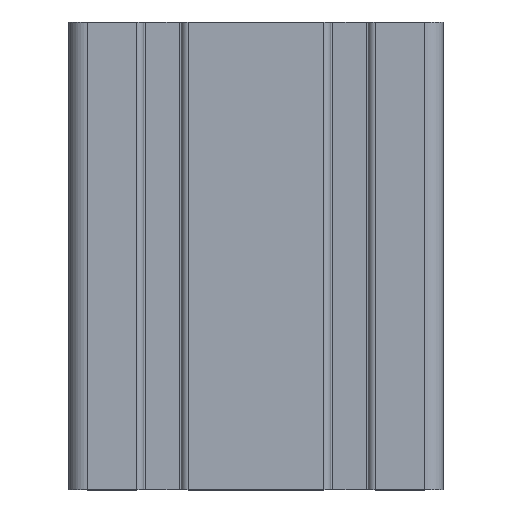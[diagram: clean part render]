
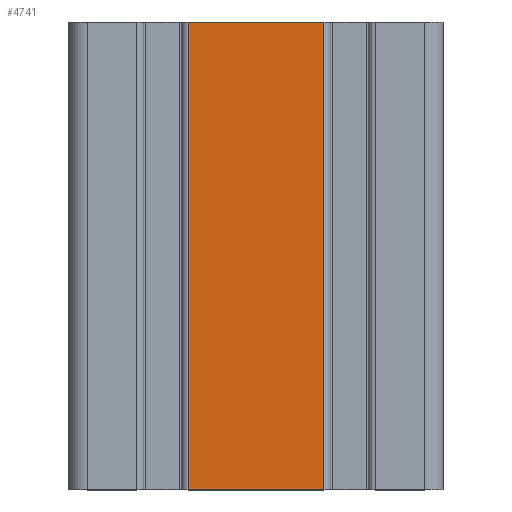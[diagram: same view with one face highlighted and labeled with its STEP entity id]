
A CAD part, top view. The second image highlights one B-rep face of the part: STEP entity #4741.
In plain terms, the highlighted planar face has unit normal (0, 0, 1).
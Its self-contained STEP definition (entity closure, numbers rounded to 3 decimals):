
#591=FACE_OUTER_BOUND('',#829,.T.);
#829=EDGE_LOOP('',(#3829,#3830,#3831,#3832));
#1291=LINE('',#7946,#1763);
#1292=LINE('',#7950,#1764);
#1293=LINE('',#7952,#1765);
#1294=LINE('',#7953,#1766);
#1763=VECTOR('',#6518,1.);
#1764=VECTOR('',#6523,10.);
#1765=VECTOR('',#6524,1.);
#1766=VECTOR('',#6525,1.);
#2237=VERTEX_POINT('',#7943);
#2238=VERTEX_POINT('',#7945);
#2239=VERTEX_POINT('',#7949);
#2240=VERTEX_POINT('',#7951);
#2914=EDGE_CURVE('',#2238,#2237,#1291,.T.);
#2916=EDGE_CURVE('',#2239,#2237,#1292,.T.);
#2917=EDGE_CURVE('',#2239,#2240,#1293,.T.);
#2918=EDGE_CURVE('',#2240,#2238,#1294,.T.);
#3829=ORIENTED_EDGE('',*,*,#2914,.T.);
#3830=ORIENTED_EDGE('',*,*,#2916,.F.);
#3831=ORIENTED_EDGE('',*,*,#2917,.T.);
#3832=ORIENTED_EDGE('',*,*,#2918,.T.);
#4517=PLANE('',#5210);
#4741=ADVANCED_FACE('',(#591),#4517,.T.);
#5210=AXIS2_PLACEMENT_3D('',#7948,#6521,#6522);
#6518=DIRECTION('',(0.,1.,0.));
#6521=DIRECTION('center_axis',(0.,0.,1.));
#6522=DIRECTION('ref_axis',(-1.,0.,0.));
#6523=DIRECTION('',(1.,0.,0.));
#6524=DIRECTION('',(0.,-1.,0.));
#6525=DIRECTION('',(1.,0.,0.));
#7943=CARTESIAN_POINT('',(14.5,50.,20.));
#7945=CARTESIAN_POINT('',(14.5,-50.,20.));
#7946=CARTESIAN_POINT('',(14.5,0.,20.));
#7948=CARTESIAN_POINT('Origin',(0.,50.,20.));
#7949=CARTESIAN_POINT('',(-14.5,50.,20.));
#7950=CARTESIAN_POINT('',(-14.5,50.,20.));
#7951=CARTESIAN_POINT('',(-14.5,-50.,20.));
#7952=CARTESIAN_POINT('',(-14.5,50.5,20.));
#7953=CARTESIAN_POINT('',(36.,-50.,20.));
